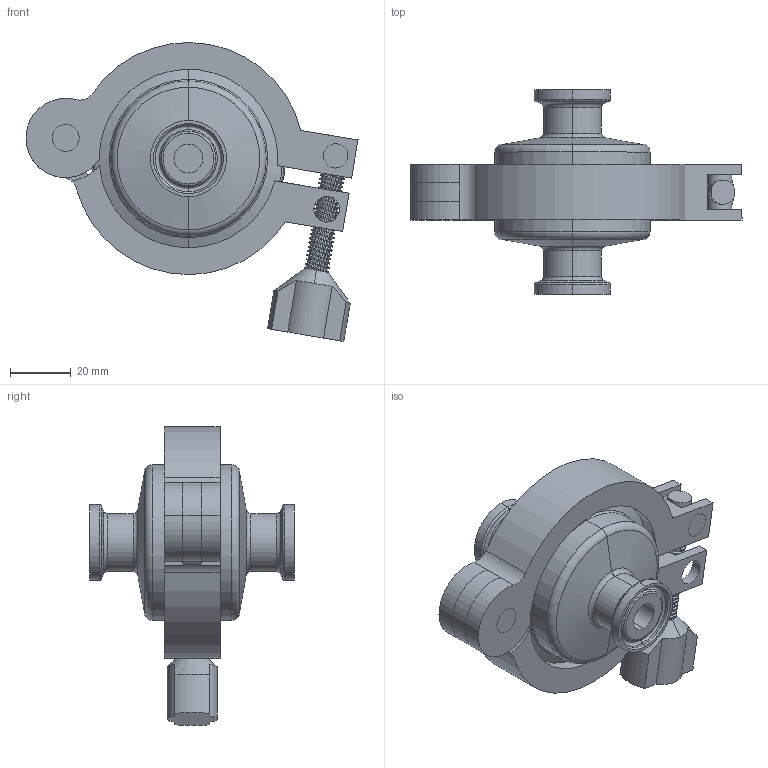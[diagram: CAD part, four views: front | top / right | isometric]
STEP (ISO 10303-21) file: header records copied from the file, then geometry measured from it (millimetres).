
FILE_DESCRIPTION (( 'STEP AP203' ), '1' );
FILE_NAME ('SVC-050-TC.STEP', '2017-06-07T20:24:27', ( '' ), ( '' ), 'SwSTEP 2.0', 'SolidWorks 2014', '' );
FILE_SCHEMA (( 'CONFIG_CONTROL_DESIGN' ));
Length unit declared in the file: inch
Products named in the file (2): SVC-050-TC
Bounding box: 109.01 x 67.11 x 98.17 mm (x, y, z)
Volume: 129914.5 mm3; surface area: 34224.9 mm2
Topology: 2 solids, 2 shells, 347 faces, 739 edges, 408 vertices
Faces by surface type: cylinder 153, cone 122, plane 40, torus 32
Entity records: 12408 total; most frequent: CARTESIAN_POINT 4878, DIRECTION 1619, ORIENTED_EDGE 1478, EDGE_CURVE 739, AXIS2_PLACEMENT_3D 649, VERTEX_POINT 408, EDGE_LOOP 365, FACE_OUTER_BOUND 347
